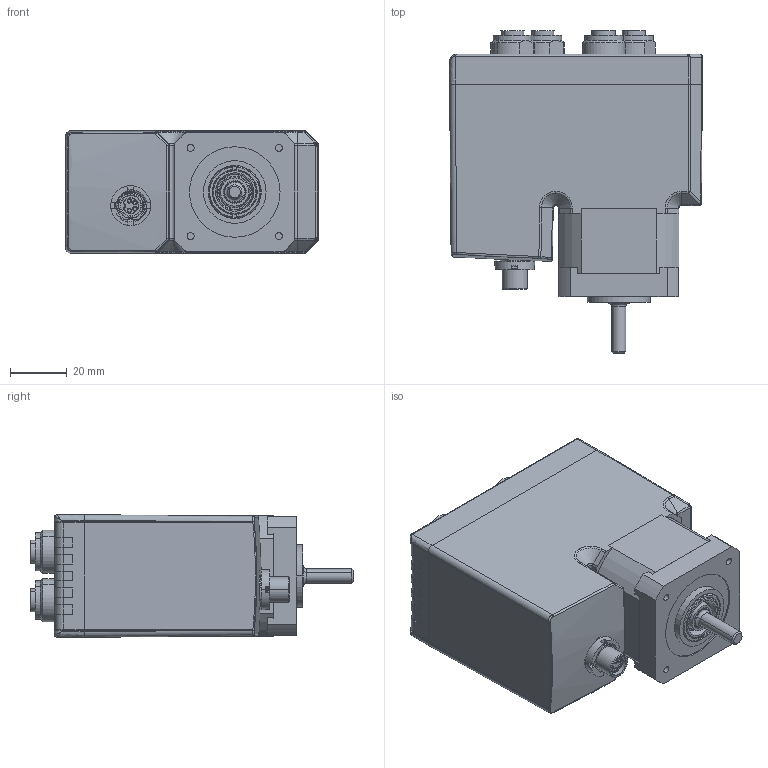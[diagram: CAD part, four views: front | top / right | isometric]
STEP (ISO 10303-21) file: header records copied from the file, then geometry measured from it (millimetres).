
FILE_DESCRIPTION (( 'STEP AP214' ), '1' );
FILE_NAME ('MI173Q16.STEP', '2020-11-26T10:03:46', ( '' ), ( '' ), 'SwSTEP 2.0', 'SolidWorks 2020', '' );
FILE_SCHEMA (( 'AUTOMOTIVE_DESIGN' ));
Length unit declared in the file: millimetre
Products named in the file (1): MI173Q16
Bounding box: 88.76 x 113.3 x 43.06 mm (x, y, z)
Volume: 286079.1 mm3; surface area: 35566.9 mm2
Topology: 4 solids, 4 shells, 652 faces, 1551 edges, 944 vertices
Faces by surface type: plane 264, cylinder 246, bspline 57, cone 52, torus 27, sphere 6
Entity records: 30941 total; most frequent: CARTESIAN_POINT 9426, ORIENTED_EDGE 3082, DIRECTION 2880, EDGE_CURVE 1541, AXIS2_PLACEMENT_3D 1106, VERTEX_POINT 944, EDGE_LOOP 703, LINE 668
